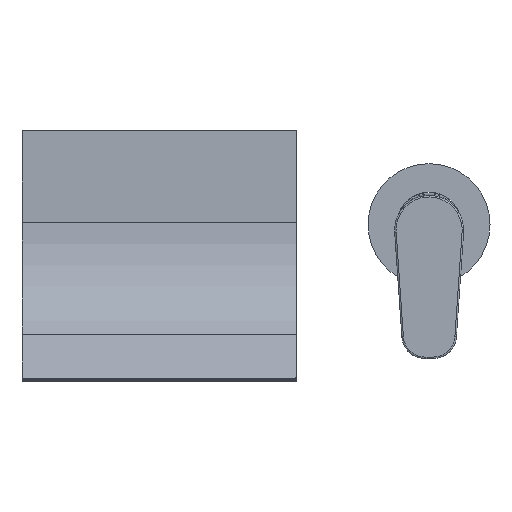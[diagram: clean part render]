
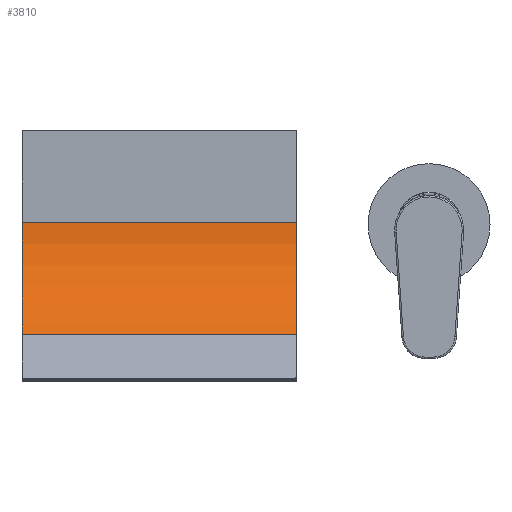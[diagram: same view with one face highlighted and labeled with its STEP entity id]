
A CAD part, top view. The second image highlights one B-rep face of the part: STEP entity #3810.
In plain terms, the highlighted cylindrical face has radius 90 mm (diameter 180 mm), a partial arc.
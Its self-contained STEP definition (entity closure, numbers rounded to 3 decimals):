
#815 = ORIENTED_EDGE ( 'NONE', *, *, #9878, .T. ) ;
#986 = DIRECTION ( 'NONE',  ( 0., 1., 0. ) ) ;
#1322 = AXIS2_PLACEMENT_3D ( 'NONE', #2505, #7674, #10852 ) ;
#1543 = DIRECTION ( 'NONE',  ( 1., 0., 0. ) ) ;
#1737 = LINE ( 'NONE', #4760, #2516 ) ;
#1983 = EDGE_CURVE ( 'NONE', #12667, #9399, #3843, .T. ) ;
#2505 = CARTESIAN_POINT ( 'NONE',  ( -178.176, 121.383, 280.663 ) ) ;
#2516 = VECTOR ( 'NONE', #17824, 1000. ) ;
#2798 = EDGE_CURVE ( 'NONE', #15513, #12667, #1737, .T. ) ;
#3810 = ADVANCED_FACE ( 'NONE', ( #7977 ), #11245, .F. ) ;
#3843 = CIRCLE ( 'NONE', #5869, 90. ) ;
#4760 = CARTESIAN_POINT ( 'NONE',  ( -178.176, 47.659, 229.041 ) ) ;
#5869 = AXIS2_PLACEMENT_3D ( 'NONE', #20640, #12489, #986 ) ;
#5947 = AXIS2_PLACEMENT_3D ( 'NONE', #18118, #8319, #11579 ) ;
#7077 = CARTESIAN_POINT ( 'NONE',  ( 1.824, 47.659, 229.041 ) ) ;
#7485 = VECTOR ( 'NONE', #1543, 1000. ) ;
#7624 = ORIENTED_EDGE ( 'NONE', *, *, #2798, .F. ) ;
#7674 = DIRECTION ( 'NONE',  ( 1., 0., 0. ) ) ;
#7712 = ORIENTED_EDGE ( 'NONE', *, *, #17293, .F. ) ;
#7977 = FACE_OUTER_BOUND ( 'NONE', #9560, .T. ) ;
#8234 = CARTESIAN_POINT ( 'NONE',  ( -178.176, 121.383, 190.663 ) ) ;
#8319 = DIRECTION ( 'NONE',  ( 1., 0., 0. ) ) ;
#9384 = CIRCLE ( 'NONE', #5947, 90. ) ;
#9399 = VERTEX_POINT ( 'NONE', #8234 ) ;
#9560 = EDGE_LOOP ( 'NONE', ( #13241, #7624, #815, #7712 ) ) ;
#9597 = CARTESIAN_POINT ( 'NONE',  ( -178.176, 121.383, 190.663 ) ) ;
#9878 = EDGE_CURVE ( 'NONE', #15513, #18431, #9384, .T. ) ;
#10852 = DIRECTION ( 'NONE',  ( 0., 1., 0. ) ) ;
#11245 = CYLINDRICAL_SURFACE ( 'NONE', #1322, 90. ) ;
#11579 = DIRECTION ( 'NONE',  ( 0., 1., 0. ) ) ;
#12489 = DIRECTION ( 'NONE',  ( 1., 0., 0. ) ) ;
#12667 = VERTEX_POINT ( 'NONE', #13088 ) ;
#13088 = CARTESIAN_POINT ( 'NONE',  ( -178.176, 47.659, 229.041 ) ) ;
#13241 = ORIENTED_EDGE ( 'NONE', *, *, #1983, .F. ) ;
#15513 = VERTEX_POINT ( 'NONE', #7077 ) ;
#16205 = LINE ( 'NONE', #9597, #7485 ) ;
#17293 = EDGE_CURVE ( 'NONE', #9399, #18431, #16205, .T. ) ;
#17498 = CARTESIAN_POINT ( 'NONE',  ( 1.824, 121.383, 190.663 ) ) ;
#17824 = DIRECTION ( 'NONE',  ( -1., 0., 0. ) ) ;
#18118 = CARTESIAN_POINT ( 'NONE',  ( 1.824, 121.383, 280.663 ) ) ;
#18431 = VERTEX_POINT ( 'NONE', #17498 ) ;
#20640 = CARTESIAN_POINT ( 'NONE',  ( -178.176, 121.383, 280.663 ) ) ;
